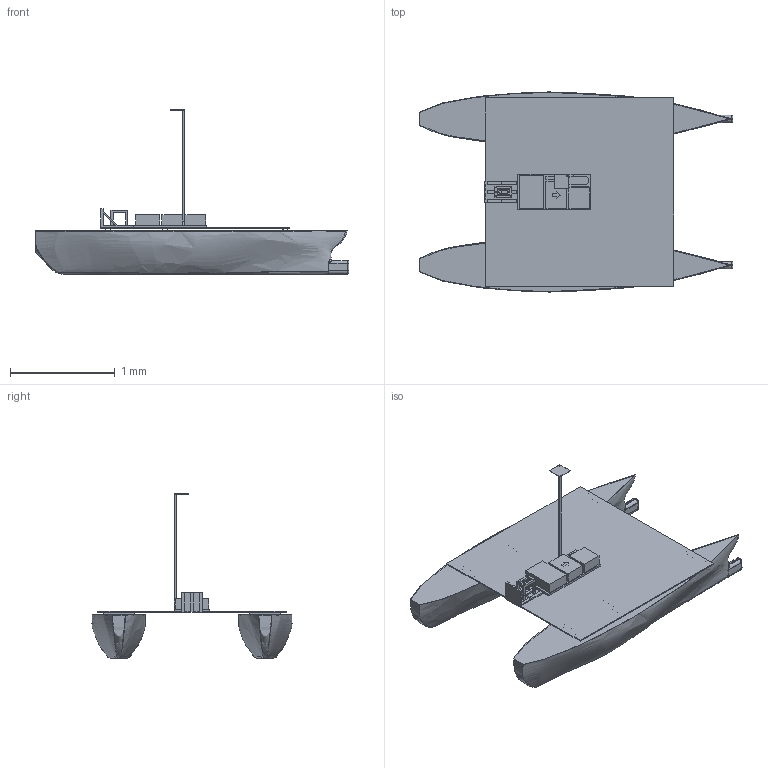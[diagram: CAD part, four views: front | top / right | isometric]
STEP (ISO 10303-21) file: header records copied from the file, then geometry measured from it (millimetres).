
FILE_DESCRIPTION(/* description */ (''),/* implementation_level */ '2;1');
FILE_NAME(/* name */ 'e4f396db-ccf0-4855-afc4-a8484e3e53c5.stp',/* time_stamp */ '2020-08-04T12:18:02+00:00',/* author */ (''),/* organization */ (''),/* preprocessor_version */ 'ST-DEVELOPER v18.1',/* originating_system */ 'Autodesk Translation Framework v9.3.0.1241',/* authorisation */ '');
FILE_SCHEMA (('AUTOMOTIVE_DESIGN { 1 0 10303 214 3 1 1 }'));
Length unit declared in the file: metre
Products named in the file (6): Assambly_aquanaute; Platform; Hull; Hull v9(Mirror); Direction_Motor_Mount; electronics_box
Assembly tree (5 placements, depth 2):
  Assambly_aquanaute
    Platform
    Hull
    Hull v9(Mirror)
    Direction_Motor_Mount
    electronics_box
Bounding box: 3 x 1.91 x 1.57 mm (x, y, z)
Volume: 0.1 mm3; surface area: 23.8 mm2
Topology: 5 solids, 7 shells, 332 faces, 951 edges, 615 vertices
Faces by surface type: plane 231, cylinder 49, bspline 44, torus 8
Full cylindrical faces by diameter (mm): 0.004 x5, 0.005 x1, 0.01 x1
Entity records: 30602 total; most frequent: CARTESIAN_POINT 22181, ORIENTED_EDGE 1866, DIRECTION 1445, EDGE_CURVE 933, LINE 639, VECTOR 639, VERTEX_POINT 615, AXIS2_PLACEMENT_3D 403
